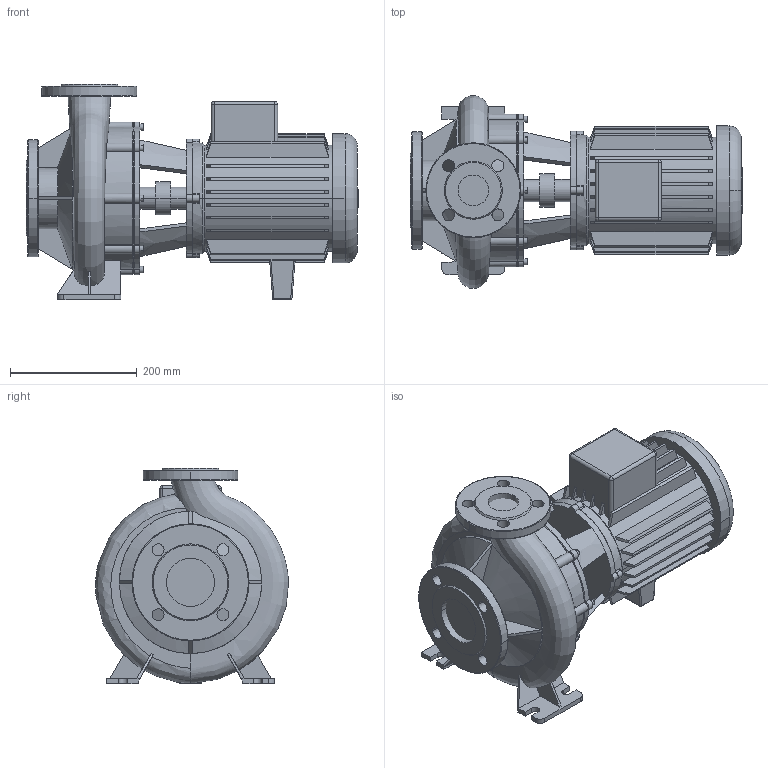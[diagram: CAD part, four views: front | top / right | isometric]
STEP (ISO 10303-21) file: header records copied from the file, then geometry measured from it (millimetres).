
FILE_DESCRIPTION((''),'2;1');
FILE_NAME('3d_BM40_190-5_5_2-2096557.stp','2011-01-26T14:44:30',(''),(''),'Mechanical Desktop 2008','Mechanical Desktop 2008',', , ');
FILE_SCHEMA(('CONFIG_CONTROL_DESIGN'));
Length unit declared in the file: millimetre
Products named in the file (1): Product
Bounding box: 524.5 x 304.88 x 340 mm (x, y, z)
Volume: 15280952.2 mm3; surface area: 1009403.8 mm2
Topology: 11 solids, 11 shells, 634 faces, 1623 edges, 1041 vertices
Faces by surface type: plane 285, bspline 168, cylinder 127, cone 44, sphere 8, torus 2
Entity records: 26869 total; most frequent: CARTESIAN_POINT 12201, ORIENTED_EDGE 3230, DIRECTION 2760, EDGE_CURVE 1615, VERTEX_POINT 1041, AXIS2_PLACEMENT_3D 940, VECTOR 880, LINE 880
